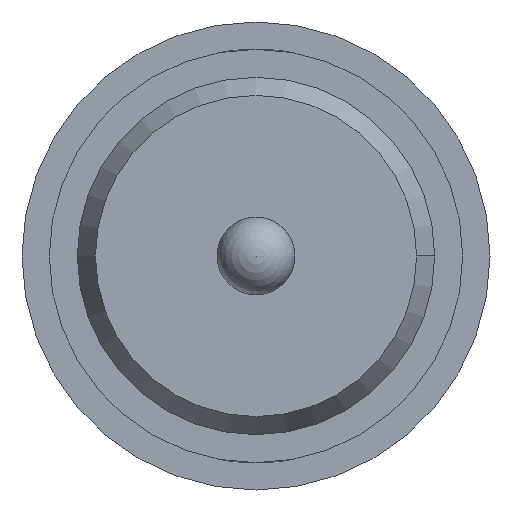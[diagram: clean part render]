
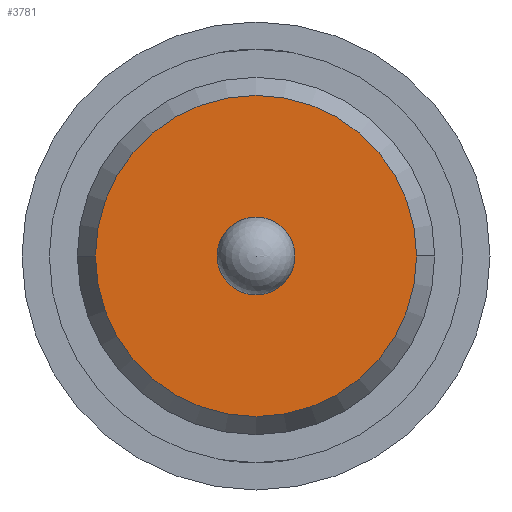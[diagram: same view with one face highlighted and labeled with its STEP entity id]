
A CAD part, front view. The second image highlights one B-rep face of the part: STEP entity #3781.
In plain terms, the highlighted planar face has unit normal (0, -1, 0).
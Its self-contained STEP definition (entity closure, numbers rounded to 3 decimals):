
#156 = CARTESIAN_POINT ( 'NONE',  ( 1.03, -28.6, 0. ) ) ;
#563 = AXIS2_PLACEMENT_3D ( 'NONE', #4574, #5080, #2168 ) ;
#838 = AXIS2_PLACEMENT_3D ( 'NONE', #1383, #3777, #3354 ) ;
#890 = DIRECTION ( 'NONE',  ( 0., 1., 0. ) ) ;
#979 = DIRECTION ( 'NONE',  ( 1., 0., 0. ) ) ;
#1019 = DIRECTION ( 'NONE',  ( 0., -1., 0. ) ) ;
#1100 = FACE_OUTER_BOUND ( 'NONE', #4675, .T. ) ;
#1335 = FACE_BOUND ( 'NONE', #4900, .T. ) ;
#1383 = CARTESIAN_POINT ( 'NONE',  ( 0., -28.6, 0. ) ) ;
#1496 = DIRECTION ( 'NONE',  ( 0., -1., 0. ) ) ;
#2168 = DIRECTION ( 'NONE',  ( 0., 0., -1. ) ) ;
#2274 = ORIENTED_EDGE ( 'NONE', *, *, #2844, .T. ) ;
#2343 = CIRCLE ( 'NONE', #4898, 1.03 ) ;
#2552 = AXIS2_PLACEMENT_3D ( 'NONE', #5630, #890, #3242 ) ;
#2844 = EDGE_CURVE ( 'Defeature ausgef�hrt1_51+Defeature ausgef�hrt1_53+Defeature ausgef�hrt1_53+Defeature ausgef�hrt1_53', #5045, #4221, #3746, .T. ) ;
#3242 = DIRECTION ( 'NONE',  ( 0., 0., -1. ) ) ;
#3255 = CIRCLE ( 'NONE', #563, 0.25 ) ;
#3354 = DIRECTION ( 'NONE',  ( 1., 0., 0. ) ) ;
#3401 = CARTESIAN_POINT ( 'NONE',  ( -1.145, -28.6, 0. ) ) ;
#3746 = CIRCLE ( 'NONE', #838, 1.03 ) ;
#3749 = VERTEX_POINT ( 'NONE', #5814 ) ;
#3777 = DIRECTION ( 'NONE',  ( 0., -1., 0. ) ) ;
#3781 = ADVANCED_FACE ( 'Defeature ausgef�hrt1_51', ( #1335, #1100 ), #3873, .T. ) ;
#3810 = ORIENTED_EDGE ( 'NONE', *, *, #5871, .T. ) ;
#3855 = CARTESIAN_POINT ( 'NONE',  ( 0., -28.6, -0.25 ) ) ;
#3873 = PLANE ( 'NONE',  #4180 ) ;
#3900 = CARTESIAN_POINT ( 'NONE',  ( 0., -28.6, 0. ) ) ;
#4088 = ORIENTED_EDGE ( 'NONE', *, *, #6088, .T. ) ;
#4143 = EDGE_CURVE ( 'Defeature ausgef�hrt1_51+Defeature ausgef�hrt1_55+Defeature ausgef�hrt1_55+Defeature ausgef�hrt1_55', #4765, #3749, #5931, .T. ) ;
#4180 = AXIS2_PLACEMENT_3D ( 'NONE', #3401, #1496, #979 ) ;
#4221 = VERTEX_POINT ( 'NONE', #4300 ) ;
#4300 = CARTESIAN_POINT ( 'NONE',  ( -1.03, -28.6, 0. ) ) ;
#4404 = DIRECTION ( 'NONE',  ( 1., 0., 0. ) ) ;
#4574 = CARTESIAN_POINT ( 'NONE',  ( 0., -28.6, 0. ) ) ;
#4675 = EDGE_LOOP ( 'NONE', ( #3810, #2274 ) ) ;
#4758 = ORIENTED_EDGE ( 'NONE', *, *, #4143, .T. ) ;
#4765 = VERTEX_POINT ( 'NONE', #3855 ) ;
#4898 = AXIS2_PLACEMENT_3D ( 'NONE', #3900, #1019, #4404 ) ;
#4900 = EDGE_LOOP ( 'NONE', ( #4088, #4758 ) ) ;
#5045 = VERTEX_POINT ( 'NONE', #156 ) ;
#5080 = DIRECTION ( 'NONE',  ( 0., 1., 0. ) ) ;
#5630 = CARTESIAN_POINT ( 'NONE',  ( 0., -28.6, 0. ) ) ;
#5814 = CARTESIAN_POINT ( 'NONE',  ( 0., -28.6, 0.25 ) ) ;
#5871 = EDGE_CURVE ( 'Defeature ausgef�hrt1_51+Defeature ausgef�hrt1_53+Defeature ausgef�hrt1_53+Defeature ausgef�hrt1_53', #4221, #5045, #2343, .T. ) ;
#5931 = CIRCLE ( 'NONE', #2552, 0.25 ) ;
#6088 = EDGE_CURVE ( 'Defeature ausgef�hrt1_51+Defeature ausgef�hrt1_55+Defeature ausgef�hrt1_55+Defeature ausgef�hrt1_55', #3749, #4765, #3255, .T. ) ;
